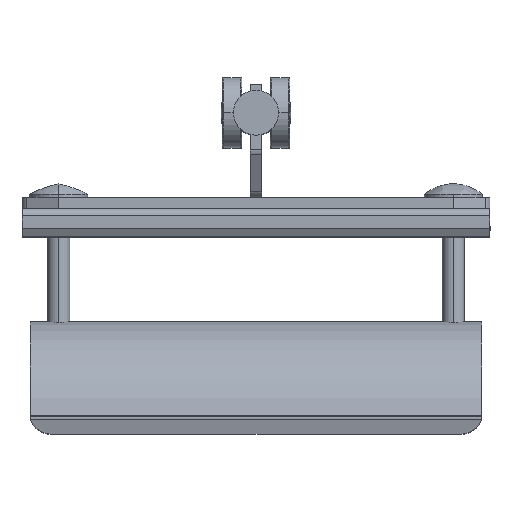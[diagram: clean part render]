
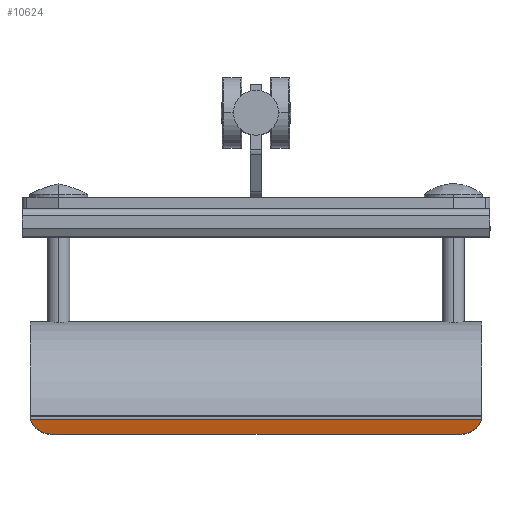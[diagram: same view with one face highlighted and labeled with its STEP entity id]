
A CAD part, top view. The second image highlights one B-rep face of the part: STEP entity #10624.
In plain terms, the highlighted planar face has unit normal (0, -0.259, 0.966).
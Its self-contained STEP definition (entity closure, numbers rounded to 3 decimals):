
#230 = CIRCLE ( 'NONE', #17078, 8. ) ;
#265 = CARTESIAN_POINT ( 'NONE',  ( 80., -74.944, 39.436 ) ) ;
#1067 = ORIENTED_EDGE ( 'NONE', *, *, #1734, .T. ) ;
#1734 = EDGE_CURVE ( 'NONE', #8376, #19246, #16854, .T. ) ;
#3201 = CARTESIAN_POINT ( 'NONE',  ( -80., -79.971, 38.089 ) ) ;
#3271 = DIRECTION ( 'NONE',  ( 1., 0., 0. ) ) ;
#4822 = ORIENTED_EDGE ( 'NONE', *, *, #14113, .T. ) ;
#5710 = EDGE_CURVE ( 'NONE', #19246, #13400, #7922, .T. ) ;
#5926 = PLANE ( 'NONE',  #18633 ) ;
#6250 = DIRECTION ( 'NONE',  ( 0., -0.259, 0.966 ) ) ;
#6746 = EDGE_CURVE ( 'NONE', #17782, #13400, #20738, .T. ) ;
#7410 = CARTESIAN_POINT ( 'NONE',  ( -72.504, -79.971, 38.089 ) ) ;
#7461 = VECTOR ( 'NONE', #10849, 1000. ) ;
#7922 = CIRCLE ( 'NONE', #21997, 8. ) ;
#8376 = VERTEX_POINT ( 'NONE', #7410 ) ;
#10110 = DIRECTION ( 'NONE',  ( 0., 0.966, 0.259 ) ) ;
#10624 = ADVANCED_FACE ( 'NONE', ( #21517 ), #5926, .T. ) ;
#10849 = DIRECTION ( 'NONE',  ( 1., 0., 0. ) ) ;
#11190 = VECTOR ( 'NONE', #3271, 1000. ) ;
#12476 = CARTESIAN_POINT ( 'NONE',  ( -72.504, -72.244, 40.16 ) ) ;
#12822 = EDGE_LOOP ( 'NONE', ( #1067, #22657, #19550, #4822 ) ) ;
#13138 = CARTESIAN_POINT ( 'NONE',  ( -160.015, -74.944, 39.436 ) ) ;
#13400 = VERTEX_POINT ( 'NONE', #265 ) ;
#13508 = DIRECTION ( 'NONE',  ( 0., -0.966, -0.259 ) ) ;
#14113 = EDGE_CURVE ( 'NONE', #17782, #8376, #230, .T. ) ;
#15421 = DIRECTION ( 'NONE',  ( 0., -0.259, 0.966 ) ) ;
#16854 = LINE ( 'NONE', #3201, #7461 ) ;
#17078 = AXIS2_PLACEMENT_3D ( 'NONE', #12476, #20197, #13508 ) ;
#17318 = CARTESIAN_POINT ( 'NONE',  ( -80., 35.94, 69.148 ) ) ;
#17782 = VERTEX_POINT ( 'NONE', #22028 ) ;
#18633 = AXIS2_PLACEMENT_3D ( 'NONE', #17318, #15421, #23034 ) ;
#19246 = VERTEX_POINT ( 'NONE', #21795 ) ;
#19550 = ORIENTED_EDGE ( 'NONE', *, *, #6746, .F. ) ;
#20197 = DIRECTION ( 'NONE',  ( 0., -0.259, 0.966 ) ) ;
#20738 = LINE ( 'NONE', #13138, #11190 ) ;
#21517 = FACE_OUTER_BOUND ( 'NONE', #12822, .T. ) ;
#21795 = CARTESIAN_POINT ( 'NONE',  ( 72.504, -79.971, 38.089 ) ) ;
#21997 = AXIS2_PLACEMENT_3D ( 'NONE', #23874, #6250, #10110 ) ;
#22028 = CARTESIAN_POINT ( 'NONE',  ( -80., -74.944, 39.436 ) ) ;
#22657 = ORIENTED_EDGE ( 'NONE', *, *, #5710, .T. ) ;
#23034 = DIRECTION ( 'NONE',  ( 0., -0.966, -0.259 ) ) ;
#23874 = CARTESIAN_POINT ( 'NONE',  ( 72.504, -72.244, 40.16 ) ) ;
